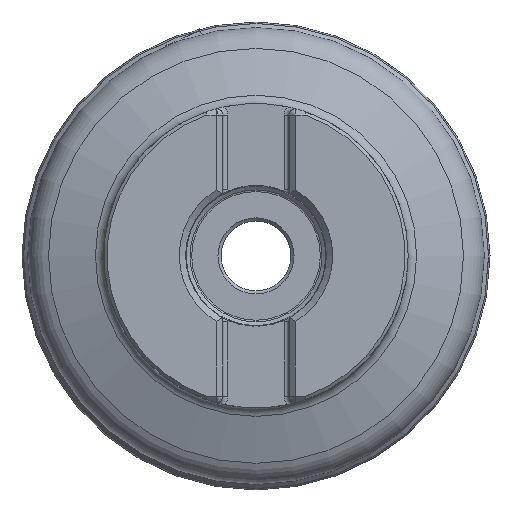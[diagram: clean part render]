
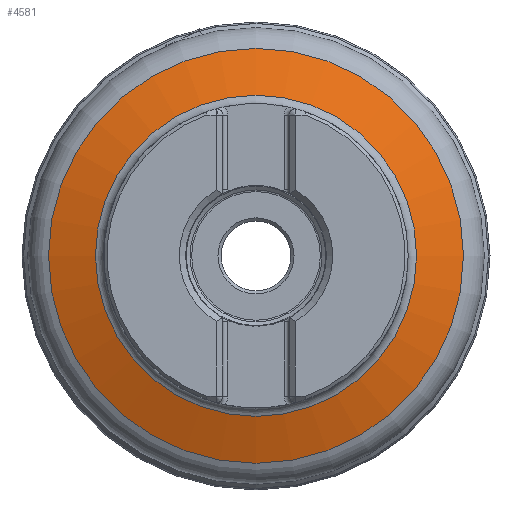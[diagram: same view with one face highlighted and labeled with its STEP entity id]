
A CAD part, top view. The second image highlights one B-rep face of the part: STEP entity #4581.
In plain terms, the highlighted conical face has half-angle 70 degrees and reference radius 24 mm.
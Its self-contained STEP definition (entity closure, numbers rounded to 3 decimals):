
#4503=CONICAL_SURFACE('',#27045,24.,70.);
#4581=ADVANCED_FACE('',(#8486,#8487),#4503,.T.);
#8486=FACE_BOUND('',#8745,.T.);
#8487=FACE_BOUND('',#8746,.T.);
#8745=EDGE_LOOP('',(#10669));
#8746=EDGE_LOOP('',(#10670));
#10669=ORIENTED_EDGE('',*,*,#20878,.T.);
#10670=ORIENTED_EDGE('',*,*,#20877,.T.);
#18521=VERTEX_POINT('',#35439);
#18522=VERTEX_POINT('',#35442);
#20877=EDGE_CURVE('',#18521,#18521,#24812,.T.);
#20878=EDGE_CURVE('',#18522,#18522,#24813,.T.);
#24812=CIRCLE('',#27042,32.71);
#24813=CIRCLE('',#27044,25.316);
#27042=AXIS2_PLACEMENT_3D('',#35438,#29542,#29543);
#27044=AXIS2_PLACEMENT_3D('',#35441,#29546,#29547);
#27045=AXIS2_PLACEMENT_3D('',#35443,#29548,#29549);
#29542=DIRECTION('',(0.,0.,1.));
#29543=DIRECTION('',(1.,0.,0.));
#29546=DIRECTION('',(0.,0.,-1.));
#29547=DIRECTION('',(-1.,0.,0.));
#29548=DIRECTION('',(0.,0.,-1.));
#29549=DIRECTION('',(-1.,0.,0.));
#35438=CARTESIAN_POINT('',(0.,0.,-15.17));
#35439=CARTESIAN_POINT('',(32.71,0.,-15.17));
#35441=CARTESIAN_POINT('',(0.,0.,-12.479));
#35442=CARTESIAN_POINT('',(-25.316,0.,-12.479));
#35443=CARTESIAN_POINT('',(0.,0.,-12.));
